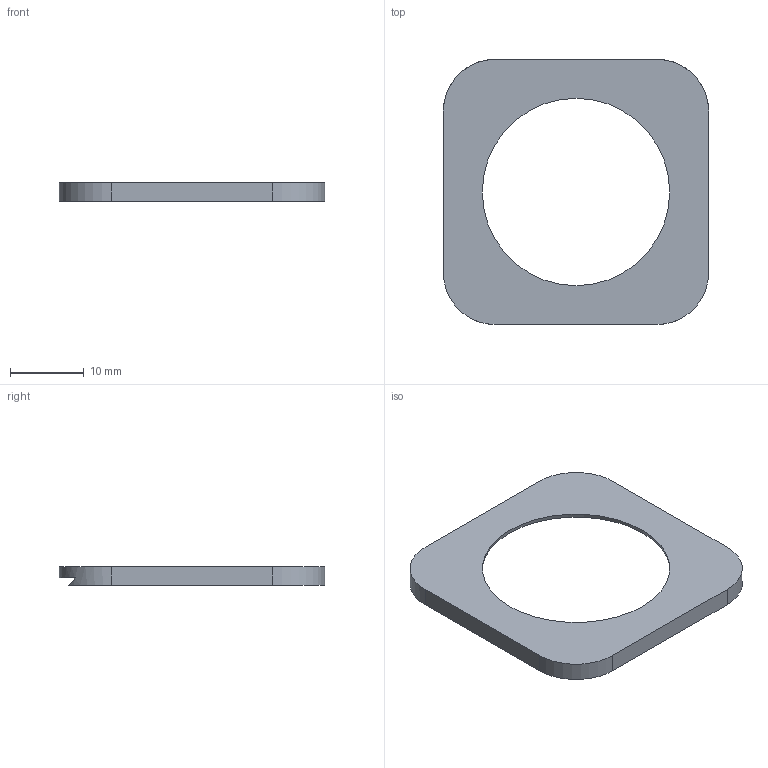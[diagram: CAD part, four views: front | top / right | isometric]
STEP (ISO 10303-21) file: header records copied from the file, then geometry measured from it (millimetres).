
FILE_DESCRIPTION(('FreeCAD Model'),'2;1');
FILE_NAME('Open CASCADE Shape Model','2025-01-11T18:40:44',(''),(''), 'Open CASCADE STEP processor 7.8','FreeCAD','Unknown');
FILE_SCHEMA(('AUTOMOTIVE_DESIGN { 1 0 10303 214 1 1 1 1 }'));
Length unit declared in the file: millimetre
Products named in the file (1): SlideBaseOuter
Bounding box: 35.88 x 35.88 x 2.54 mm (x, y, z)
Volume: 1127.8 mm3; surface area: 2135 mm2
Topology: 1 solids, 1 shells, 26 faces, 69 edges, 46 vertices
Faces by surface type: bspline 13, plane 8, cylinder 4, cone 1
Entity records: 831 total; most frequent: CARTESIAN_POINT 207, ORIENTED_EDGE 138, DIRECTION 95, EDGE_CURVE 69, VERTEX_POINT 46, LINE 43, VECTOR 43, FACE_BOUND 29
